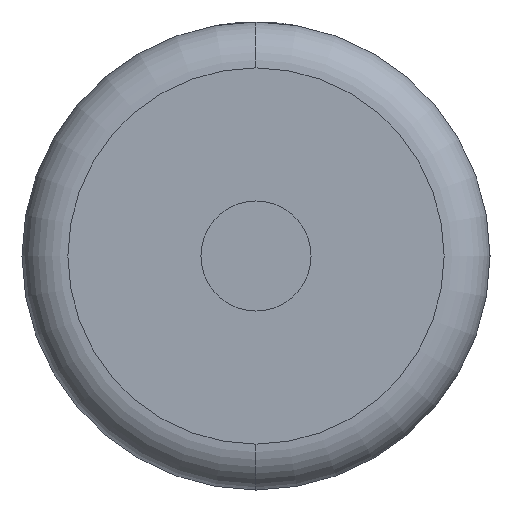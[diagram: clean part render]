
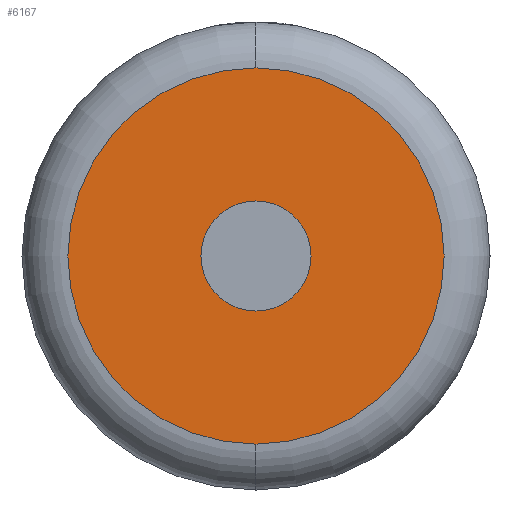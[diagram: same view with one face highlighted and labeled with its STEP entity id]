
A CAD part, left-side view. The second image highlights one B-rep face of the part: STEP entity #6167.
In plain terms, the highlighted planar face has unit normal (-1, 0, 0).
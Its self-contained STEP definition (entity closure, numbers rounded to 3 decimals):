
#32 = CARTESIAN_POINT ( 'NONE',  ( 0., 0., -6. ) ) ;
#48 = ORIENTED_EDGE ( 'NONE', *, *, #3172, .F. ) ;
#207 = CARTESIAN_POINT ( 'NONE',  ( 0., 0., 0. ) ) ;
#286 = DIRECTION ( 'NONE',  ( 0., 0., -1. ) ) ;
#519 = VERTEX_POINT ( 'NONE', #2607 ) ;
#835 = EDGE_CURVE ( 'NONE', #4654, #6912, #2403, .T. ) ;
#908 = EDGE_LOOP ( 'NONE', ( #5979, #3221 ) ) ;
#1126 = EDGE_CURVE ( 'NONE', #519, #6430, #5356, .T. ) ;
#1529 = CARTESIAN_POINT ( 'NONE',  ( 0., 0., 20.5 ) ) ;
#1553 = EDGE_LOOP ( 'NONE', ( #48, #3953 ) ) ;
#1612 = DIRECTION ( 'NONE',  ( 0., 0., -1. ) ) ;
#2081 = CARTESIAN_POINT ( 'NONE',  ( 0., 0., 0. ) ) ;
#2403 = CIRCLE ( 'NONE', #6454, 6. ) ;
#2487 = AXIS2_PLACEMENT_3D ( 'NONE', #2081, #7083, #4329 ) ;
#2607 = CARTESIAN_POINT ( 'NONE',  ( 0., 0., -20.5 ) ) ;
#3172 = EDGE_CURVE ( 'NONE', #6912, #4654, #4800, .T. ) ;
#3221 = ORIENTED_EDGE ( 'NONE', *, *, #3390, .T. ) ;
#3390 = EDGE_CURVE ( 'NONE', #6430, #519, #4547, .T. ) ;
#3413 = DIRECTION ( 'NONE',  ( 0., 0., -1. ) ) ;
#3639 = FACE_BOUND ( 'NONE', #1553, .T. ) ;
#3710 = FACE_OUTER_BOUND ( 'NONE', #908, .T. ) ;
#3953 = ORIENTED_EDGE ( 'NONE', *, *, #835, .F. ) ;
#4207 = AXIS2_PLACEMENT_3D ( 'NONE', #6607, #4836, #6464 ) ;
#4329 = DIRECTION ( 'NONE',  ( 0., 0., -1. ) ) ;
#4547 = CIRCLE ( 'NONE', #4207, 20.5 ) ;
#4564 = AXIS2_PLACEMENT_3D ( 'NONE', #6038, #5435, #1612 ) ;
#4654 = VERTEX_POINT ( 'NONE', #4955 ) ;
#4669 = DIRECTION ( 'NONE',  ( -1., 0., 0. ) ) ;
#4800 = CIRCLE ( 'NONE', #2487, 6. ) ;
#4836 = DIRECTION ( 'NONE',  ( -1., 0., 0. ) ) ;
#4955 = CARTESIAN_POINT ( 'NONE',  ( 0., 0., 6. ) ) ;
#5356 = CIRCLE ( 'NONE', #6400, 20.5 ) ;
#5435 = DIRECTION ( 'NONE',  ( 1., 0., 0. ) ) ;
#5748 = CARTESIAN_POINT ( 'NONE',  ( 0., 0., 0. ) ) ;
#5892 = PLANE ( 'NONE',  #4564 ) ;
#5979 = ORIENTED_EDGE ( 'NONE', *, *, #1126, .T. ) ;
#6038 = CARTESIAN_POINT ( 'NONE',  ( 0., 0., 0. ) ) ;
#6147 = DIRECTION ( 'NONE',  ( -1., 0., 0. ) ) ;
#6167 = ADVANCED_FACE ( 'NONE', ( #3710, #3639 ), #5892, .F. ) ;
#6400 = AXIS2_PLACEMENT_3D ( 'NONE', #207, #4669, #286 ) ;
#6430 = VERTEX_POINT ( 'NONE', #1529 ) ;
#6454 = AXIS2_PLACEMENT_3D ( 'NONE', #5748, #6147, #3413 ) ;
#6464 = DIRECTION ( 'NONE',  ( 0., 0., -1. ) ) ;
#6607 = CARTESIAN_POINT ( 'NONE',  ( 0., 0., 0. ) ) ;
#6912 = VERTEX_POINT ( 'NONE', #32 ) ;
#7083 = DIRECTION ( 'NONE',  ( -1., 0., 0. ) ) ;
